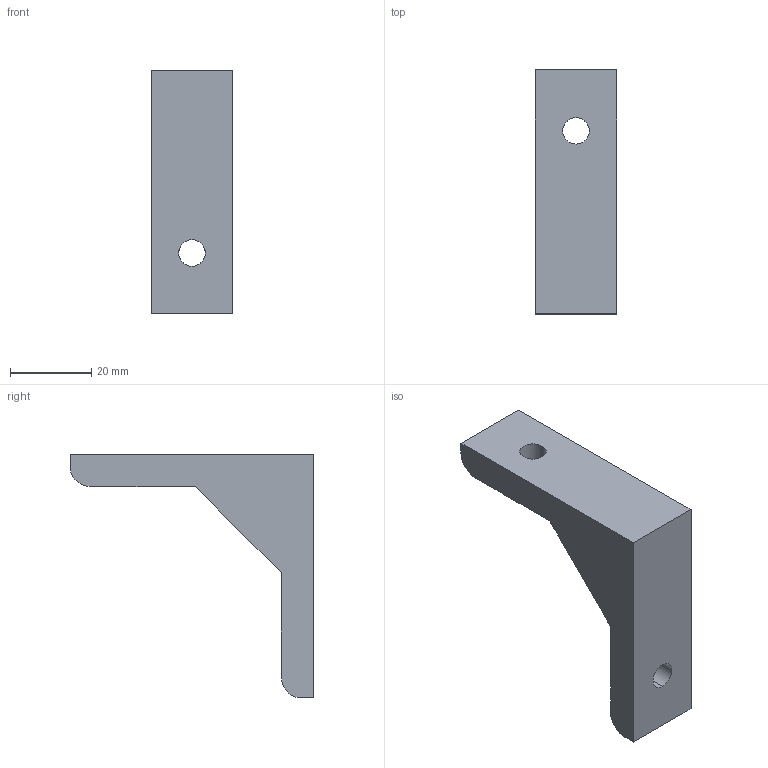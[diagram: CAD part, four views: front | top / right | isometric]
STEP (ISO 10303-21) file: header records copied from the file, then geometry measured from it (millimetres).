
FILE_DESCRIPTION (( 'STEP AP203' ), '1' );
FILE_NAME ('B30-10.STEP', '2018-04-03T10:58:35', ( 'User2' ), ( '' ), 'SwSTEP 2.0', 'SolidWorks 2007', '' );
FILE_SCHEMA (( 'CONFIG_CONTROL_DESIGN' ));
Length unit declared in the file: millimetre
Products named in the file (1): B30-10
Bounding box: 20 x 60 x 60 mm (x, y, z)
Volume: 21657.1 mm3; surface area: 6891.1 mm2
Topology: 1 solids, 1 shells, 37 faces, 111 edges, 74 vertices
Faces by surface type: plane 31, cylinder 6
Entity records: 1330 total; most frequent: CARTESIAN_POINT 223, ORIENTED_EDGE 222, DIRECTION 207, EDGE_CURVE 111, VECTOR 91, LINE 91, VERTEX_POINT 74, AXIS2_PLACEMENT_3D 58
